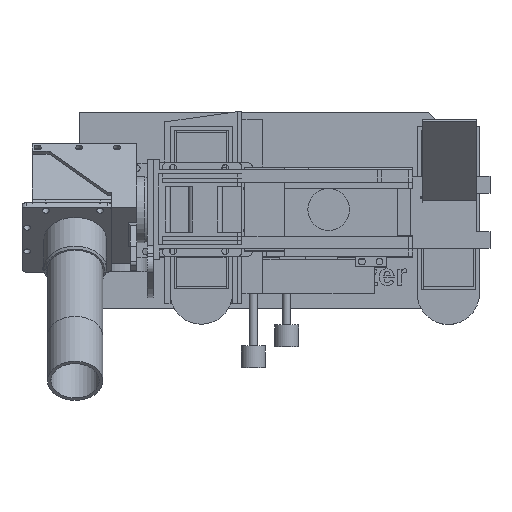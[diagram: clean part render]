
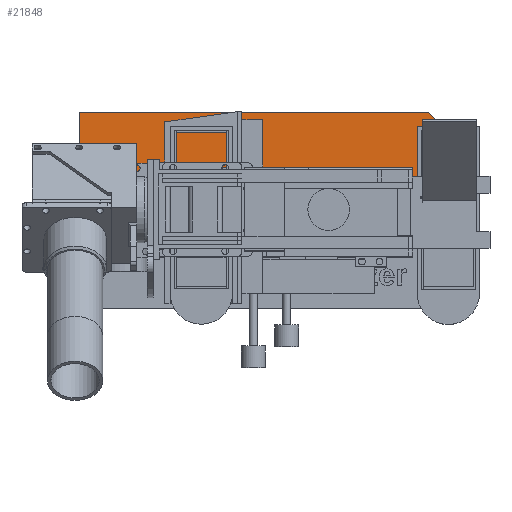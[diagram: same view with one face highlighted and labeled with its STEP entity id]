
A CAD part, top view. The second image highlights one B-rep face of the part: STEP entity #21848.
In plain terms, the highlighted planar face has unit normal (0, 0, 1).
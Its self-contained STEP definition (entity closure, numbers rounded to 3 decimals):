
#2531=FACE_OUTER_BOUND('',#4135,.T.);
#4135=EDGE_LOOP('',(#19833,#19834,#19835,#19836,#19837,#19838));
#6699=LINE('',#35369,#8846);
#6707=LINE('',#35384,#8854);
#6709=LINE('',#35388,#8856);
#6959=LINE('',#37245,#9106);
#6960=LINE('',#37247,#9107);
#6961=LINE('',#37248,#9108);
#8846=VECTOR('',#29537,10.);
#8854=VECTOR('',#29549,10.);
#8856=VECTOR('',#29553,10.);
#9106=VECTOR('',#29953,10.);
#9107=VECTOR('',#29954,10.);
#9108=VECTOR('',#29955,10.);
#10825=VERTEX_POINT('',#35366);
#10826=VERTEX_POINT('',#35368);
#10831=VERTEX_POINT('',#35382);
#10832=VERTEX_POINT('',#35386);
#11084=VERTEX_POINT('',#37244);
#11085=VERTEX_POINT('',#37246);
#13627=EDGE_CURVE('',#10826,#10825,#6699,.T.);
#13635=EDGE_CURVE('',#10831,#10825,#6707,.T.);
#13637=EDGE_CURVE('',#10832,#10831,#6709,.T.);
#14015=EDGE_CURVE('',#11084,#10832,#6959,.T.);
#14016=EDGE_CURVE('',#11085,#11084,#6960,.T.);
#14017=EDGE_CURVE('',#11085,#10826,#6961,.T.);
#19833=ORIENTED_EDGE('',*,*,#13635,.F.);
#19834=ORIENTED_EDGE('',*,*,#13637,.F.);
#19835=ORIENTED_EDGE('',*,*,#14015,.F.);
#19836=ORIENTED_EDGE('',*,*,#14016,.F.);
#19837=ORIENTED_EDGE('',*,*,#14017,.T.);
#19838=ORIENTED_EDGE('',*,*,#13627,.T.);
#20731=PLANE('',#24241);
#21848=ADVANCED_FACE('',(#2531),#20731,.T.);
#24241=AXIS2_PLACEMENT_3D('',#37243,#29951,#29952);
#29537=DIRECTION('',(0.,1.,0.));
#29549=DIRECTION('',(0.707,-0.707,0.));
#29553=DIRECTION('',(1.,0.,0.));
#29951=DIRECTION('center_axis',(0.,0.,1.));
#29952=DIRECTION('ref_axis',(1.,0.,0.));
#29953=DIRECTION('',(0.,1.,0.));
#29954=DIRECTION('',(-1.,0.,0.));
#29955=DIRECTION('',(1.,0.,0.));
#35366=CARTESIAN_POINT('',(130.,27.,-186.001));
#35368=CARTESIAN_POINT('',(130.,7.,-186.001));
#35369=CARTESIAN_POINT('',(130.,27.,-186.001));
#35382=CARTESIAN_POINT('',(110.,47.,-186.001));
#35384=CARTESIAN_POINT('',(83.125,73.875,-186.001));
#35386=CARTESIAN_POINT('',(-57.5,47.,-186.001));
#35388=CARTESIAN_POINT('',(25.,47.,-186.001));
#37243=CARTESIAN_POINT('Origin',(-57.5,7.,-186.001));
#37244=CARTESIAN_POINT('',(-57.5,7.,-186.001));
#37245=CARTESIAN_POINT('',(-57.5,7.,-186.001));
#37246=CARTESIAN_POINT('',(25.,7.,-186.001));
#37247=CARTESIAN_POINT('',(-57.5,7.,-186.001));
#37248=CARTESIAN_POINT('',(25.,7.,-186.001));
